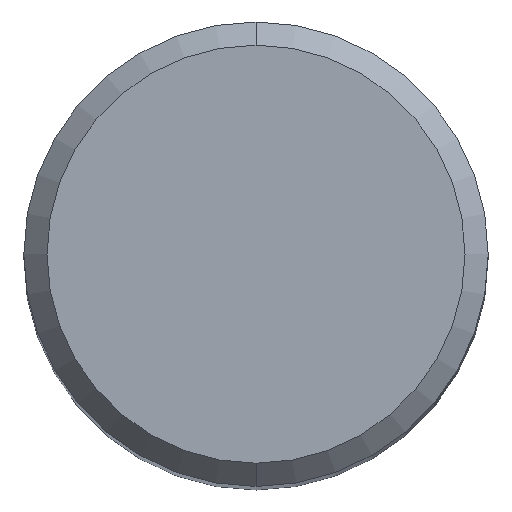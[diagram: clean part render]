
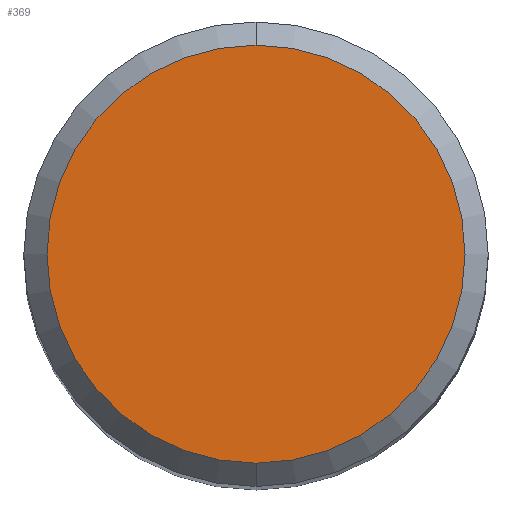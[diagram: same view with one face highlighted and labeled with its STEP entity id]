
A CAD part, top view. The second image highlights one B-rep face of the part: STEP entity #369.
In plain terms, the highlighted planar face has unit normal (0, 0, 1).
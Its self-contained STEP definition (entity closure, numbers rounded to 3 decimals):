
#261=VERTEX_POINT('',#587);
#305=EDGE_CURVE('',#261,#459,#633,.T.);
#321=EDGE_CURVE('',#459,#261,#649,.T.);
#369=ADVANCED_FACE('',(#700),#701,.T.);
#459=VERTEX_POINT('',#807);
#587=CARTESIAN_POINT('',(0.0,5.4,0.0));
#633=CIRCLE('',#1151,5.4);
#649=CIRCLE('',#1204,5.4);
#700=FACE_OUTER_BOUND('',#1319,.T.);
#701=PLANE('',#1320);
#807=CARTESIAN_POINT('',(0.,-5.4,0.0));
#1151=AXIS2_PLACEMENT_3D('',#1690,#1691,#1692);
#1204=AXIS2_PLACEMENT_3D('',#1705,#1706,#1707);
#1319=EDGE_LOOP('',(#1744,#1745));
#1320=AXIS2_PLACEMENT_3D('',#1746,#1747,#1748);
#1690=CARTESIAN_POINT('',(0.0,0.0,0.0));
#1691=DIRECTION('',(0.0,0.0,-1.0));
#1692=DIRECTION('',(0.0,1.0,0.0));
#1705=CARTESIAN_POINT('',(0.0,0.0,0.0));
#1706=DIRECTION('',(0.0,0.0,-1.0));
#1707=DIRECTION('',(0.0,1.0,0.0));
#1744=ORIENTED_EDGE('',*,*,#305,.F.);
#1745=ORIENTED_EDGE('',*,*,#321,.F.);
#1746=CARTESIAN_POINT('',(0.0,2.7,0.0));
#1747=DIRECTION('',(-0.0,0.0,1.0));
#1748=DIRECTION('',(0.0,-1.0,0.0));
